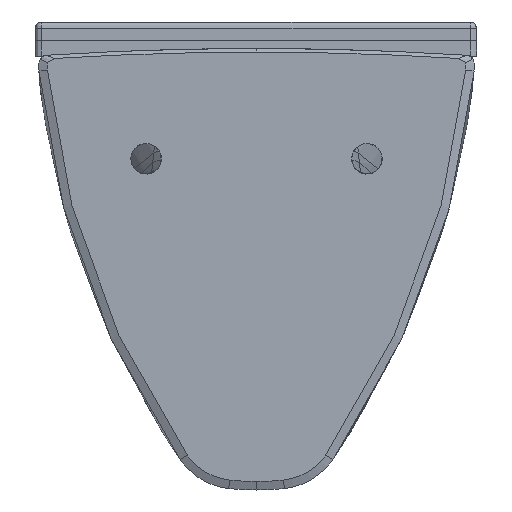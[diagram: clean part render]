
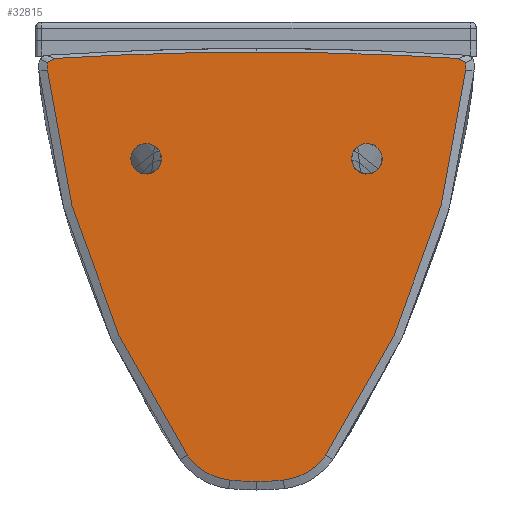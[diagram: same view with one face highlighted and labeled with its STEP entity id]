
A CAD part, left-side view. The second image highlights one B-rep face of the part: STEP entity #32815.
In plain terms, the highlighted planar face has unit normal (-1, -0.001, 0).
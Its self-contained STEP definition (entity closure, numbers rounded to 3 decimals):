
#9671=CARTESIAN_POINT('',(0.,100.97,-69.007));
#9672=VERTEX_POINT('',#9671);
#9673=CARTESIAN_POINT('',(0.,90.0,-75.0));
#9674=DIRECTION('',(1.0,0.0,0.0));
#9675=DIRECTION('',(0.0,1.0,0.0));
#9676=AXIS2_PLACEMENT_3D('',#9673,#9674,#9675);
#9677=CIRCLE('',#9676,12.5);
#9678=EDGE_CURVE('',#9672,#9672,#9677,.T.);
#11062=CARTESIAN_POINT('',(0.,56.564,-316.301));
#11063=VERTEX_POINT('',#11062);
#11070=CARTESIAN_POINT('',(0.,170.366,-2.851));
#11071=VERTEX_POINT('',#11070);
#11072=CARTESIAN_POINT('',(0.,170.366,-2.851));
#11073=CARTESIAN_POINT('',(0.,165.067,-59.031));
#11074=CARTESIAN_POINT('',(0.,152.68,-114.001));
#11075=CARTESIAN_POINT('',(0.,114.306,-219.697));
#11076=CARTESIAN_POINT('',(0.,88.537,-269.814));
#11077=CARTESIAN_POINT('',(0.,56.564,-316.301));
#11078=B_SPLINE_CURVE_WITH_KNOTS('',3,(#11072,#11073,#11074,#11075,#11076,#11077),.UNSPECIFIED.,.F.,.U.,(4,2,4),(0.0,16.929,33.858),.UNSPECIFIED.);
#11079=EDGE_CURVE('',#11063,#11071,#11078,.F.);
#12481=CARTESIAN_POINT('',(0.,21.948,-336.866));
#12482=VERTEX_POINT('',#12481);
#12489=CARTESIAN_POINT('',(0.,56.564,-316.301));
#12490=CARTESIAN_POINT('',(0.,53.716,-320.446));
#12491=CARTESIAN_POINT('',(0.,50.278,-324.288));
#12492=CARTESIAN_POINT('',(0.,46.299,-327.676));
#12493=CARTESIAN_POINT('',(0.,39.217,-332.192));
#12494=CARTESIAN_POINT('',(0.,31.427,-335.063));
#12495=CARTESIAN_POINT('',(0.,28.415,-335.9));
#12496=CARTESIAN_POINT('',(0.,25.295,-336.5));
#12497=CARTESIAN_POINT('',(0.,22.178,-336.842));
#12498=CARTESIAN_POINT('',(0.,22.102,-336.85));
#12499=CARTESIAN_POINT('',(0.,22.025,-336.858));
#12500=CARTESIAN_POINT('',(0.,21.948,-336.866));
#12501=B_SPLINE_CURVE_WITH_KNOTS('',5,(#12489,#12490,#12491,#12492,#12493,#12494,#12495,#12496,#12497,#12498,#12499,#12500),.UNSPECIFIED.,.F.,.U.,(6,3,3,6),(625.822,664.747,688.398,688.992),.UNSPECIFIED.);
#12502=EDGE_CURVE('',#12482,#11063,#12501,.F.);
#13198=CARTESIAN_POINT('',(0.,0.,-338.));
#13199=VERTEX_POINT('',#13198);
#13200=CARTESIAN_POINT('',(0.,0.,-125.));
#13201=DIRECTION('',(-1.0,0.0,0.0));
#13202=DIRECTION('',(0.0,0.,-1.));
#13203=AXIS2_PLACEMENT_3D('',#13200,#13201,#13202);
#13204=CIRCLE('',#13203,213.);
#13205=EDGE_CURVE('',#13199,#12482,#13204,.F.);
#19733=CARTESIAN_POINT('',(0.,-100.97,-69.007));
#19734=VERTEX_POINT('',#19733);
#19735=CARTESIAN_POINT('',(0.,-90.0,-75.0));
#19736=DIRECTION('',(-1.0,0.0,0.0));
#19737=DIRECTION('',(0.0,1.0,0.0));
#19738=AXIS2_PLACEMENT_3D('',#19735,#19736,#19737);
#19739=CIRCLE('',#19738,12.5);
#19740=EDGE_CURVE('',#19734,#19734,#19739,.T.);
#20380=CARTESIAN_POINT('',(0.,-170.366,-2.851));
#20381=VERTEX_POINT('',#20380);
#20388=CARTESIAN_POINT('',(0.,-56.564,-316.301));
#20389=VERTEX_POINT('',#20388);
#20390=CARTESIAN_POINT('',(0.,-170.366,-2.851));
#20391=CARTESIAN_POINT('',(0.,-165.067,-59.031));
#20392=CARTESIAN_POINT('',(0.,-152.68,-114.001));
#20393=CARTESIAN_POINT('',(0.,-114.306,-219.697));
#20394=CARTESIAN_POINT('',(0.,-88.537,-269.814));
#20395=CARTESIAN_POINT('',(0.,-56.564,-316.301));
#20396=B_SPLINE_CURVE_WITH_KNOTS('',3,(#20390,#20391,#20392,#20393,#20394,#20395),.UNSPECIFIED.,.F.,.U.,(4,2,4),(0.0,16.929,33.858),.UNSPECIFIED.);
#20397=EDGE_CURVE('',#20389,#20381,#20396,.F.);
#20973=CARTESIAN_POINT('',(0.,-21.948,-336.866));
#20974=VERTEX_POINT('',#20973);
#20975=CARTESIAN_POINT('',(0.,-56.564,-316.301));
#20976=CARTESIAN_POINT('',(0.,-53.716,-320.446));
#20977=CARTESIAN_POINT('',(0.,-50.278,-324.288));
#20978=CARTESIAN_POINT('',(0.,-46.299,-327.676));
#20979=CARTESIAN_POINT('',(0.,-39.217,-332.192));
#20980=CARTESIAN_POINT('',(0.,-31.427,-335.063));
#20981=CARTESIAN_POINT('',(0.,-28.415,-335.9));
#20982=CARTESIAN_POINT('',(0.,-25.295,-336.5));
#20983=CARTESIAN_POINT('',(0.,-22.178,-336.842));
#20984=CARTESIAN_POINT('',(0.,-22.102,-336.85));
#20985=CARTESIAN_POINT('',(0.,-22.025,-336.858));
#20986=CARTESIAN_POINT('',(0.,-21.948,-336.866));
#20987=B_SPLINE_CURVE_WITH_KNOTS('',5,(#20975,#20976,#20977,#20978,#20979,#20980,#20981,#20982,#20983,#20984,#20985,#20986),.UNSPECIFIED.,.F.,.U.,(6,3,3,6),(625.822,664.747,688.398,688.992),.UNSPECIFIED.);
#20988=EDGE_CURVE('',#20974,#20389,#20987,.F.);
#21305=CARTESIAN_POINT('',(0.,0.,-125.));
#21306=DIRECTION('',(1.,0.,0.));
#21307=DIRECTION('',(0.,0.,-1.));
#21308=AXIS2_PLACEMENT_3D('',#21305,#21306,#21307);
#21309=CIRCLE('',#21308,213.);
#21310=EDGE_CURVE('',#13199,#20974,#21309,.F.);
#32432=CARTESIAN_POINT('',(0.,164.518,6.76));
#32433=VERTEX_POINT('',#32432);
#32434=CARTESIAN_POINT('',(0.,0.,11.878));
#32435=VERTEX_POINT('',#32434);
#32436=CARTESIAN_POINT('',(0.,0.,-2635.122));
#32437=DIRECTION('',(1.0,0.,0.));
#32438=DIRECTION('',(0.,1.0,0.));
#32439=AXIS2_PLACEMENT_3D('',#32436,#32437,#32438);
#32440=CIRCLE('',#32439,2647.0);
#32441=EDGE_CURVE('',#32433,#32435,#32440,.T.);
#32550=CARTESIAN_POINT('',(0.,170.308,3.405));
#32551=VERTEX_POINT('',#32550);
#32552=CARTESIAN_POINT('',(0.,140.136,0.));
#32553=DIRECTION('',(-1.0,0.,0.));
#32554=DIRECTION('',(0.,0.996,-0.094));
#32555=AXIS2_PLACEMENT_3D('',#32552,#32553,#32554);
#32556=CIRCLE('',#32555,30.364);
#32557=EDGE_CURVE('',#11071,#32551,#32556,.F.);
#32625=CARTESIAN_POINT('',(0.,170.308,3.405));
#32626=CARTESIAN_POINT('',(0.,170.273,3.722));
#32627=CARTESIAN_POINT('',(0.,170.186,4.026));
#32628=CARTESIAN_POINT('',(0.,169.902,4.6));
#32629=CARTESIAN_POINT('',(0.,169.712,4.856));
#32630=CARTESIAN_POINT('',(0.,169.088,5.484));
#32631=CARTESIAN_POINT('',(0.,168.59,5.784));
#32632=CARTESIAN_POINT('',(0.,166.896,6.524));
#32633=CARTESIAN_POINT('',(0.,165.518,6.698));
#32634=CARTESIAN_POINT('',(0.,164.518,6.76));
#32635=B_SPLINE_CURVE_WITH_KNOTS('',3,(#32625,#32626,#32627,#32628,#32629,#32630,#32631,#32632,#32633,#32634),.UNSPECIFIED.,.F.,.U.,(4,2,2,2,4),(0.,0.096,0.192,0.361,0.745),.UNSPECIFIED.);
#32636=EDGE_CURVE('',#32551,#32433,#32635,.T.);
#32648=CARTESIAN_POINT('',(0.,-164.518,6.76));
#32649=VERTEX_POINT('',#32648);
#32673=CARTESIAN_POINT('',(0.,0.,-2635.122));
#32674=DIRECTION('',(-1.0,0.,0.));
#32675=DIRECTION('',(0.,1.0,0.));
#32676=AXIS2_PLACEMENT_3D('',#32673,#32674,#32675);
#32677=CIRCLE('',#32676,2647.0);
#32678=EDGE_CURVE('',#32649,#32435,#32677,.T.);
#32756=CARTESIAN_POINT('',(0.,-170.308,3.405));
#32757=VERTEX_POINT('',#32756);
#32765=CARTESIAN_POINT('',(0.,-140.136,0.));
#32766=DIRECTION('',(1.,0.,0.));
#32767=DIRECTION('',(0.,-0.996,-0.094));
#32768=AXIS2_PLACEMENT_3D('',#32765,#32766,#32767);
#32769=CIRCLE('',#32768,30.364);
#32770=EDGE_CURVE('',#20381,#32757,#32769,.F.);
#32778=CARTESIAN_POINT('',(0.,75.705,-165.947));
#32779=DIRECTION('',(1.0,0.0,0.0));
#32780=DIRECTION('',(0.0,0.0,-1.0));
#32781=AXIS2_PLACEMENT_3D('',#32778,#32779,#32780);
#32782=PLANE('',#32781);
#32783=CARTESIAN_POINT('',(0.,-170.308,3.405));
#32784=CARTESIAN_POINT('',(0.,-170.273,3.722));
#32785=CARTESIAN_POINT('',(0.,-170.186,4.026));
#32786=CARTESIAN_POINT('',(0.,-169.902,4.6));
#32787=CARTESIAN_POINT('',(0.,-169.712,4.856));
#32788=CARTESIAN_POINT('',(0.,-169.088,5.484));
#32789=CARTESIAN_POINT('',(0.,-168.59,5.784));
#32790=CARTESIAN_POINT('',(0.,-166.896,6.524));
#32791=CARTESIAN_POINT('',(0.,-165.518,6.698));
#32792=CARTESIAN_POINT('',(0.,-164.518,6.76));
#32793=B_SPLINE_CURVE_WITH_KNOTS('',3,(#32783,#32784,#32785,#32786,#32787,#32788,#32789,#32790,#32791,#32792),.UNSPECIFIED.,.F.,.U.,(4,2,2,2,4),(-0.583,-0.508,-0.433,-0.3,0.),.UNSPECIFIED.);
#32794=EDGE_CURVE('',#32649,#32757,#32793,.F.);
#32795=ORIENTED_EDGE('',*,*,#32794,.F.);
#32796=ORIENTED_EDGE('',*,*,#32678,.T.);
#32797=ORIENTED_EDGE('',*,*,#32441,.F.);
#32798=ORIENTED_EDGE('',*,*,#32636,.F.);
#32799=ORIENTED_EDGE('',*,*,#32557,.F.);
#32800=ORIENTED_EDGE('',*,*,#11079,.F.);
#32801=ORIENTED_EDGE('',*,*,#12502,.F.);
#32802=ORIENTED_EDGE('',*,*,#13205,.F.);
#32803=ORIENTED_EDGE('',*,*,#21310,.T.);
#32804=ORIENTED_EDGE('',*,*,#20988,.T.);
#32805=ORIENTED_EDGE('',*,*,#20397,.T.);
#32806=ORIENTED_EDGE('',*,*,#32770,.T.);
#32807=EDGE_LOOP('',(#32795,#32796,#32797,#32798,#32799,#32800,#32801,#32802,#32803,#32804,#32805,#32806));
#32808=FACE_OUTER_BOUND('',#32807,.T.);
#32809=ORIENTED_EDGE('',*,*,#19740,.F.);
#32810=EDGE_LOOP('',(#32809));
#32811=FACE_BOUND('',#32810,.T.);
#32812=ORIENTED_EDGE('',*,*,#9678,.T.);
#32813=EDGE_LOOP('',(#32812));
#32814=FACE_BOUND('',#32813,.T.);
#32815=ADVANCED_FACE('',(#32808,#32811,#32814),#32782,.F.);
